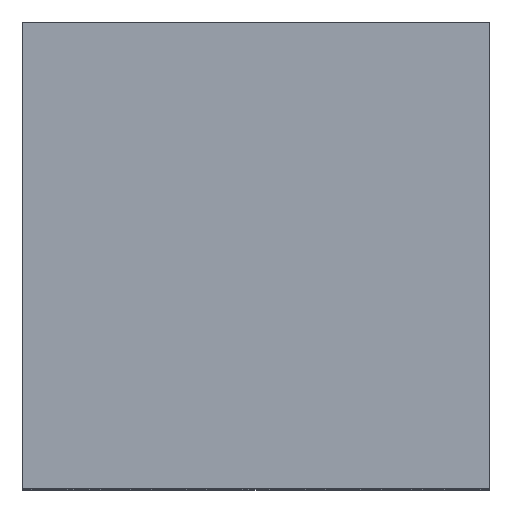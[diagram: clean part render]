
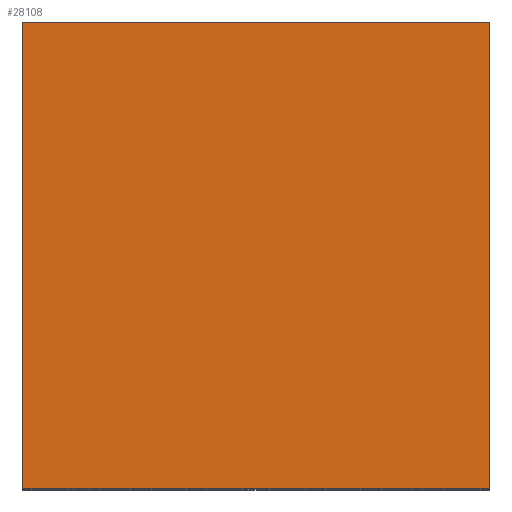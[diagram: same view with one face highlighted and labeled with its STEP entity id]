
A CAD part, top view. The second image highlights one B-rep face of the part: STEP entity #28108.
In plain terms, the highlighted face is planar.
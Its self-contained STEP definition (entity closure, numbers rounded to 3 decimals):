
#27757=DIRECTION('',(1.,0.,0.));
#27758=VECTOR('',#27757,99.8);
#27759=CARTESIAN_POINT('',(-49.9,1.7,50.));
#27760=LINE('',#27759,#27758);
#27765=DIRECTION('',(1.,0.,0.));
#27766=VECTOR('',#27765,99.8);
#27767=CARTESIAN_POINT('',(-49.9,1.7,-50.));
#27768=LINE('',#27767,#27766);
#27769=DIRECTION('',(0.,0.,1.));
#27770=VECTOR('',#27769,100.);
#27771=CARTESIAN_POINT('',(49.9,1.7,-50.));
#27772=LINE('',#27771,#27770);
#27777=DIRECTION('',(0.,0.,1.));
#27778=VECTOR('',#27777,100.);
#27779=CARTESIAN_POINT('',(-49.9,1.7,-50.));
#27780=LINE('',#27779,#27778);
#27941=CARTESIAN_POINT('',(49.9,1.7,-50.));
#27942=CARTESIAN_POINT('',(49.9,1.7,50.));
#27943=VERTEX_POINT('',#27941);
#27944=VERTEX_POINT('',#27942);
#27945=CARTESIAN_POINT('',(-49.9,1.7,-50.));
#27946=CARTESIAN_POINT('',(-49.9,1.7,50.));
#27947=VERTEX_POINT('',#27945);
#27948=VERTEX_POINT('',#27946);
#28096=CARTESIAN_POINT('',(-48.1,1.7,-50.));
#28097=DIRECTION('',(0.,1.,0.));
#28098=DIRECTION('',(-1.,0.,0.));
#28099=AXIS2_PLACEMENT_3D('',#28096,#28097,#28098);
#28100=PLANE('',#28099);
#28101=ORIENTED_EDGE('',*,*,#28078,.F.);
#28103=ORIENTED_EDGE('',*,*,#28102,.F.);
#28104=ORIENTED_EDGE('',*,*,#27982,.T.);
#28105=ORIENTED_EDGE('',*,*,#28091,.T.);
#28106=EDGE_LOOP('',(#28101,#28103,#28104,#28105));
#28107=FACE_OUTER_BOUND('',#28106,.F.);
#27982=EDGE_CURVE('',#27947,#27943,#27768,.T.);
#28078=EDGE_CURVE('',#27948,#27944,#27760,.T.);
#28091=EDGE_CURVE('',#27943,#27944,#27772,.T.);
#28102=EDGE_CURVE('',#27947,#27948,#27780,.T.);
#28108=ADVANCED_FACE('',(#28107),#28100,.T.);
